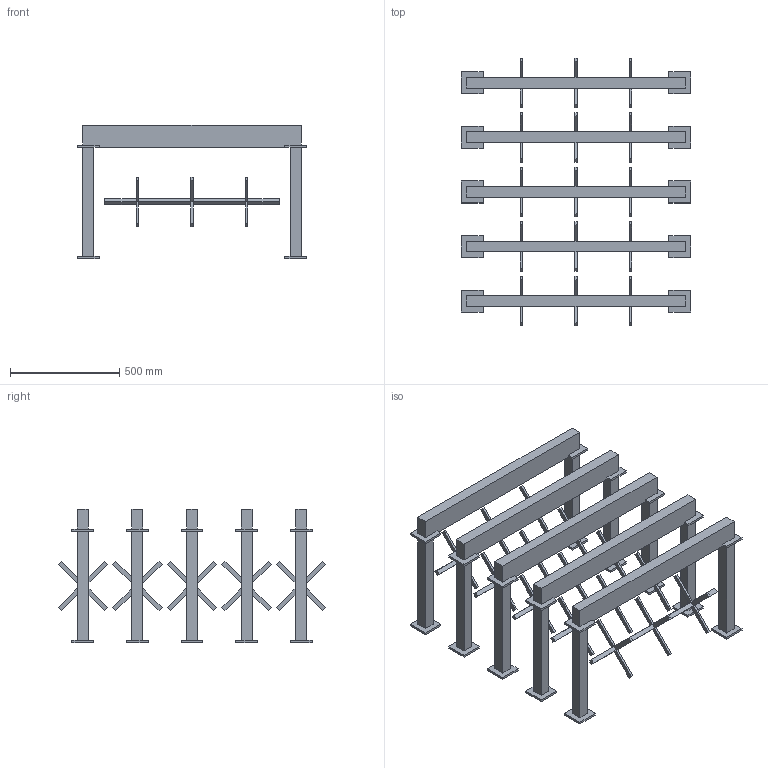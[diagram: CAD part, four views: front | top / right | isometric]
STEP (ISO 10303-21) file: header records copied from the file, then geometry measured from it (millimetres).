
FILE_DESCRIPTION(('Open CASCADE Model'),'2;1');
FILE_NAME('Open CASCADE Shape Model','2024-05-26T02:09:31',('Author'),( 'Open CASCADE'),'Open CASCADE STEP processor 7.7','Open CASCADE 7.7' ,'Unknown');
FILE_SCHEMA(('AUTOMOTIVE_DESIGN { 1 0 10303 214 1 1 1 1 }'));
Length unit declared in the file: millimetre
Products named in the file (11): Open CASCADE STEP translator 7.7 115; Open CASCADE STEP translator 7.7 115.1; Open CASCADE STEP translator 7.7 115.2; Open CASCADE STEP translator 7.7 115.3; Open CASCADE STEP translator 7.7 115.4; Open CASCADE STEP translator 7.7 115.5; Open CASCADE STEP translator 7.7 115.6; Open CASCADE STEP translator 7.7 115.7; Open CASCADE STEP translator 7.7 115.8; Open CASCADE STEP translator 7.7 115.9; Open CASCADE STEP translator 7.7 115.10
Assembly tree (10 placements, depth 2):
  Open CASCADE STEP translator 7.7 115
    Open CASCADE STEP translator 7.7 115.1
    Open CASCADE STEP translator 7.7 115.2
    Open CASCADE STEP translator 7.7 115.3
    Open CASCADE STEP translator 7.7 115.4
    Open CASCADE STEP translator 7.7 115.5
    Open CASCADE STEP translator 7.7 115.6
    Open CASCADE STEP translator 7.7 115.7
    Open CASCADE STEP translator 7.7 115.8
    Open CASCADE STEP translator 7.7 115.9
    Open CASCADE STEP translator 7.7 115.10
Bounding box: 1050 x 1226.27 x 610 mm (x, y, z)
Volume: 42405000 mm3; surface area: 3708000 mm2
Topology: 10 solids, 10 shells, 580 faces, 1260 edges, 720 vertices
Faces by surface type: plane 580
Entity records: 31536 total; most frequent: CARTESIAN_POINT 5091, DIRECTION 4962, LINE 3780, VECTOR 3780, ORIENTED_EDGE 2520, PCURVE 2520, DEFINITIONAL_REPRESENTATION 2520, EDGE_CURVE 1260
